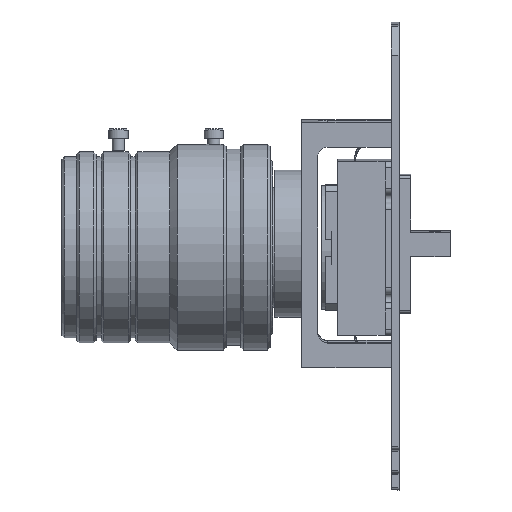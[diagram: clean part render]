
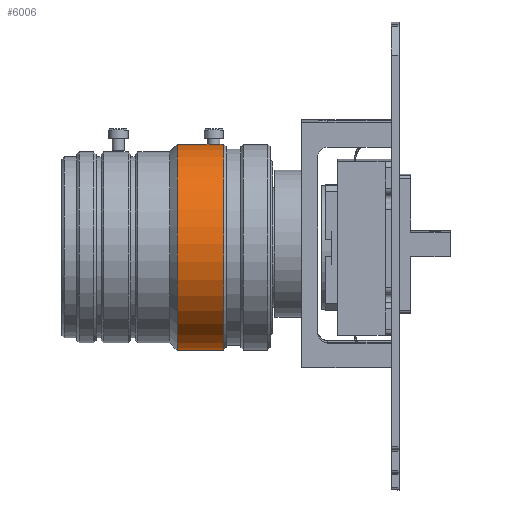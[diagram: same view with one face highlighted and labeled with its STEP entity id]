
A CAD part, left-side view. The second image highlights one B-rep face of the part: STEP entity #6006.
In plain terms, the highlighted cylindrical face has radius 21 mm (diameter 42 mm), a full revolution.
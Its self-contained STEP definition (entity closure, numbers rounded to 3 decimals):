
#913=B_SPLINE_CURVE_WITH_KNOTS('',3,(#9261,#9262,#9263,#9264,#9265,#9266,
#9267,#9268,#9269,#9270,#9271,#9272,#9273,#9274,#9275,#9276,#9277,#9278,
#9279,#9280,#9281,#9282,#9283,#9284,#9285,#9286,#9287,#9288,#9289,#9290,
#9291,#9292,#9293,#9294),.UNSPECIFIED.,.T.,.F.,(4,2,2,2,2,2,2,2,2,2,2,2,
2,2,2,2,4),(0.,0.047,0.094,0.141,
0.188,0.235,0.283,0.33,
0.377,0.424,0.471,0.518,
0.565,0.612,0.659,0.706,
0.754),.UNSPECIFIED.);
#1128=FACE_BOUND('',#1827,.T.);
#1129=FACE_BOUND('',#1828,.T.);
#1296=CYLINDRICAL_SURFACE('',#6620,21.);
#1422=FACE_OUTER_BOUND('',#1826,.T.);
#1826=EDGE_LOOP('',(#4158));
#1827=EDGE_LOOP('',(#4159));
#1828=EDGE_LOOP('',(#4160));
#2371=CIRCLE('',#6618,21.);
#2373=CIRCLE('',#6621,21.);
#2710=VERTEX_POINT('',#9260);
#2726=VERTEX_POINT('',#9340);
#2728=VERTEX_POINT('',#9345);
#3297=EDGE_CURVE('',#2710,#2710,#913,.T.);
#3313=EDGE_CURVE('',#2726,#2726,#2371,.T.);
#3315=EDGE_CURVE('',#2728,#2728,#2373,.T.);
#4158=ORIENTED_EDGE('',*,*,#3315,.T.);
#4159=ORIENTED_EDGE('',*,*,#3297,.T.);
#4160=ORIENTED_EDGE('',*,*,#3313,.F.);
#6006=ADVANCED_FACE('',(#1422,#1128,#1129),#1296,.T.);
#6618=AXIS2_PLACEMENT_3D('',#9341,#7424,#7425);
#6620=AXIS2_PLACEMENT_3D('',#9344,#7428,#7429);
#6621=AXIS2_PLACEMENT_3D('',#9346,#7430,#7431);
#7424=DIRECTION('center_axis',(1.,0.,0.));
#7425=DIRECTION('ref_axis',(0.,-1.,0.));
#7428=DIRECTION('center_axis',(1.,0.,0.));
#7429=DIRECTION('ref_axis',(0.,1.,0.));
#7430=DIRECTION('center_axis',(1.,0.,0.));
#7431=DIRECTION('ref_axis',(0.,1.,0.));
#9260=CARTESIAN_POINT('',(31.,-20.963,1.25));
#9261=CARTESIAN_POINT('Ctrl Pts',(31.,-20.963,1.25));
#9262=CARTESIAN_POINT('Ctrl Pts',(31.157,-20.963,1.25));
#9263=CARTESIAN_POINT('Ctrl Pts',(31.324,-20.965,1.219));
#9264=CARTESIAN_POINT('Ctrl Pts',(31.632,-20.972,1.091));
#9265=CARTESIAN_POINT('Ctrl Pts',(31.773,-20.977,0.995));
#9266=CARTESIAN_POINT('Ctrl Pts',(31.995,-20.986,0.773));
#9267=CARTESIAN_POINT('Ctrl Pts',(32.091,-20.991,0.632));
#9268=CARTESIAN_POINT('Ctrl Pts',(32.219,-20.998,0.324));
#9269=CARTESIAN_POINT('Ctrl Pts',(32.25,-21.,0.157));
#9270=CARTESIAN_POINT('Ctrl Pts',(32.25,-21.,-0.157));
#9271=CARTESIAN_POINT('Ctrl Pts',(32.219,-20.998,-0.324));
#9272=CARTESIAN_POINT('Ctrl Pts',(32.091,-20.991,-0.632));
#9273=CARTESIAN_POINT('Ctrl Pts',(31.995,-20.986,-0.773));
#9274=CARTESIAN_POINT('Ctrl Pts',(31.773,-20.977,-0.995));
#9275=CARTESIAN_POINT('Ctrl Pts',(31.632,-20.972,-1.091));
#9276=CARTESIAN_POINT('Ctrl Pts',(31.324,-20.965,-1.219));
#9277=CARTESIAN_POINT('Ctrl Pts',(31.157,-20.963,-1.25));
#9278=CARTESIAN_POINT('Ctrl Pts',(30.843,-20.963,-1.25));
#9279=CARTESIAN_POINT('Ctrl Pts',(30.676,-20.965,-1.219));
#9280=CARTESIAN_POINT('Ctrl Pts',(30.368,-20.972,-1.091));
#9281=CARTESIAN_POINT('Ctrl Pts',(30.227,-20.977,-0.995));
#9282=CARTESIAN_POINT('Ctrl Pts',(30.005,-20.986,-0.773));
#9283=CARTESIAN_POINT('Ctrl Pts',(29.909,-20.991,-0.632));
#9284=CARTESIAN_POINT('Ctrl Pts',(29.781,-20.998,-0.324));
#9285=CARTESIAN_POINT('Ctrl Pts',(29.75,-21.,-0.157));
#9286=CARTESIAN_POINT('Ctrl Pts',(29.75,-21.,0.157));
#9287=CARTESIAN_POINT('Ctrl Pts',(29.781,-20.998,0.324));
#9288=CARTESIAN_POINT('Ctrl Pts',(29.909,-20.991,0.632));
#9289=CARTESIAN_POINT('Ctrl Pts',(30.005,-20.986,0.773));
#9290=CARTESIAN_POINT('Ctrl Pts',(30.227,-20.977,0.995));
#9291=CARTESIAN_POINT('Ctrl Pts',(30.368,-20.972,1.091));
#9292=CARTESIAN_POINT('Ctrl Pts',(30.676,-20.965,1.219));
#9293=CARTESIAN_POINT('Ctrl Pts',(30.843,-20.963,1.25));
#9294=CARTESIAN_POINT('Ctrl Pts',(31.,-20.963,1.25));
#9340=CARTESIAN_POINT('',(33.,21.,0.));
#9341=CARTESIAN_POINT('Origin',(33.,0.,0.));
#9344=CARTESIAN_POINT('Origin',(28.5,0.,0.));
#9345=CARTESIAN_POINT('',(23.5,21.,0.));
#9346=CARTESIAN_POINT('Origin',(23.5,0.,0.));
